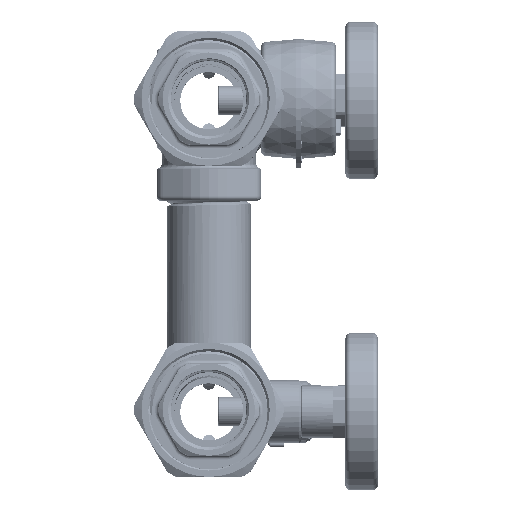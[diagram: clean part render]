
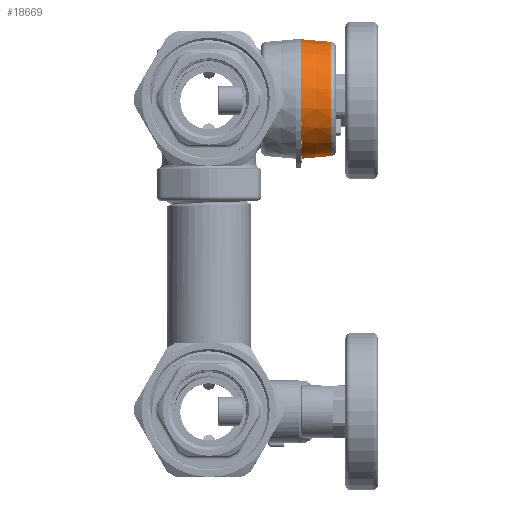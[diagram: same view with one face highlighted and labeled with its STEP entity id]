
A CAD part, top view. The second image highlights one B-rep face of the part: STEP entity #18669.
In plain terms, the highlighted conical face has half-angle 5 degrees and reference radius 23.467 mm.
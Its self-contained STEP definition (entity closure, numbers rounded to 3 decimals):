
#18669=ADVANCED_FACE('',(#103564,#103566),#103568,.T.);
#103564=FACE_OUTER_BOUND('',#103565,.T.);
#103565=EDGE_LOOP('',(#207992));
#103566=FACE_BOUND('',#103567,.T.);
#103567=EDGE_LOOP('',(#207993,#207994,#207995));
#103568=CONICAL_SURFACE('',#103569,23.467,0.087);
#103569=AXIS2_PLACEMENT_3D('',#103570,#103571,#103572);
#103570=CARTESIAN_POINT('',(43.087,0.,2.));
#103571=DIRECTION('',(-1.,0.,0.));
#103572=DIRECTION('',(0.,1.,0.));
#207992=ORIENTED_EDGE('',*,*,#250175,.F.);
#207993=ORIENTED_EDGE('',*,*,#250176,.F.);
#207994=ORIENTED_EDGE('',*,*,#250155,.T.);
#207995=ORIENTED_EDGE('',*,*,#250154,.T.);
#250154=EDGE_CURVE('',#262141,#262139,#262142,.T.);
#250155=EDGE_CURVE('',#262137,#262141,#262143,.T.);
#250175=EDGE_CURVE('',#262171,#262171,#262172,.T.);
#250176=EDGE_CURVE('',#262137,#262139,#262173,.F.);
#262137=VERTEX_POINT('',#341228);
#262139=VERTEX_POINT('',#341232);
#262141=VERTEX_POINT('',#341236);
#262142=CIRCLE('',#341237,24.);
#262143=CIRCLE('',#341241,24.);
#262171=VERTEX_POINT('',#341323);
#262172=CIRCLE('',#341324,22.935);
#262173=CIRCLE('',#341328,24.);
#341228=CARTESIAN_POINT('',(37.,-23.071,8.613));
#341232=CARTESIAN_POINT('',(37.,0.39,25.997));
#341236=CARTESIAN_POINT('',(37.,-24.,2.));
#341237=AXIS2_PLACEMENT_3D('',#341238,#341239,#341240);
#341238=CARTESIAN_POINT('',(37.,0.,2.));
#341239=DIRECTION('',(1.,0.,0.));
#341240=DIRECTION('',(0.,-1.,0.));
#341241=AXIS2_PLACEMENT_3D('',#341242,#341243,#341244);
#341242=CARTESIAN_POINT('',(37.,0.,2.));
#341243=DIRECTION('',(1.,0.,0.));
#341244=DIRECTION('',(0.,-0.961,0.276));
#341323=CARTESIAN_POINT('',(49.174,-22.935,2.));
#341324=AXIS2_PLACEMENT_3D('',#341325,#341326,#341327);
#341325=CARTESIAN_POINT('',(49.174,0.,2.));
#341326=DIRECTION('',(1.,0.,0.));
#341327=DIRECTION('',(0.,-1.,0.));
#341328=AXIS2_PLACEMENT_3D('',#341329,#341330,#341331);
#341329=CARTESIAN_POINT('',(37.,0.,2.));
#341330=DIRECTION('',(1.,0.,0.));
#341331=DIRECTION('',(0.,0.016,1.));
